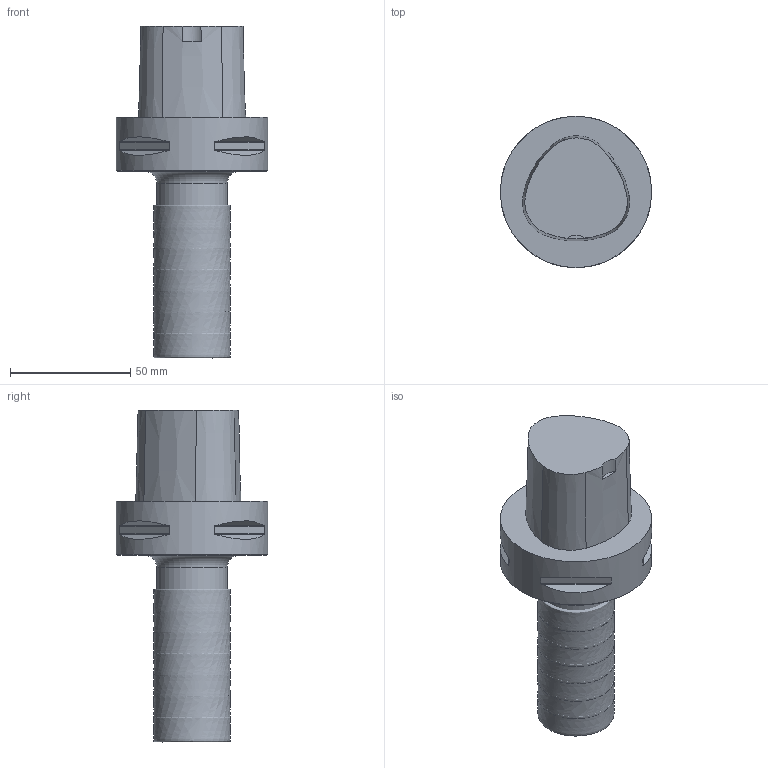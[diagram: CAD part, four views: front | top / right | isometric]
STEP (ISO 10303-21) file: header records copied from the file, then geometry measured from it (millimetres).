
FILE_DESCRIPTION(/* description */ (''),/* implementation_level */ '2;1');
FILE_NAME(/* name */ '1583809132498.stp',/* time_stamp */ '2020-03-10T08:29:09+06:00',/* author */ (''),/* organization */ ('SMS'),/* preprocessor_version */ 'ST-DEVELOPER v16.7',/* originating_system */ 'SIEMENS PLM Software NX 12.0',/* authorisation */ '');
FILE_SCHEMA (('AUTOMOTIVE_DESIGN { 1 0 10303 214 3 1 1 1 }'));
Products named in the file (4): ASSEMBLY_CONSTRUCTION; 202220500mod000_00; 202879791mod000_00; 202879792mod000_00
Assembly tree (9 placements, depth 2):
  202879792mod000_00
    202879791mod000_00
    202220500mod000_00  x7
    ASSEMBLY_CONSTRUCTION
Bounding box: 63 x 63 x 138.21 mm (x, y, z)
Volume: 216273 mm3; surface area: 42306.6 mm2
Topology: 8 solids, 9 shells, 65 faces, 151 edges, 129 vertices
Faces by surface type: cone 24, plane 19, cylinder 11, bspline 7, torus 4
Full cylindrical faces by diameter (mm): 29.359 x1, 63 x1
Entity records: 40671 total; most frequent: CARTESIAN_POINT 39040, DIRECTION 308, ORIENTED_EDGE 198, AXIS2_PLACEMENT_3D 139, EDGE_CURVE 99, EDGE_LOOP 88, VERTEX_POINT 83, ADVANCED_FACE 65
